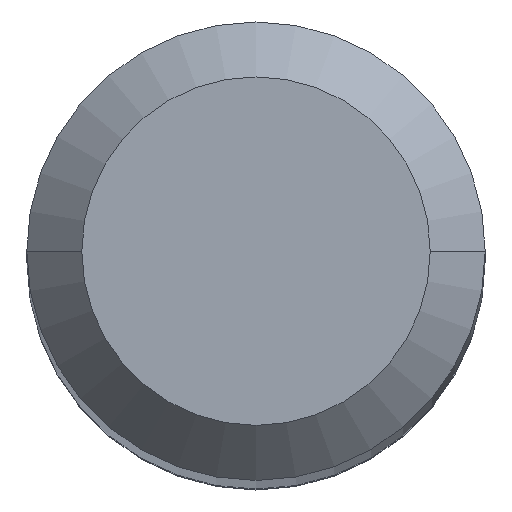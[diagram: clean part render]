
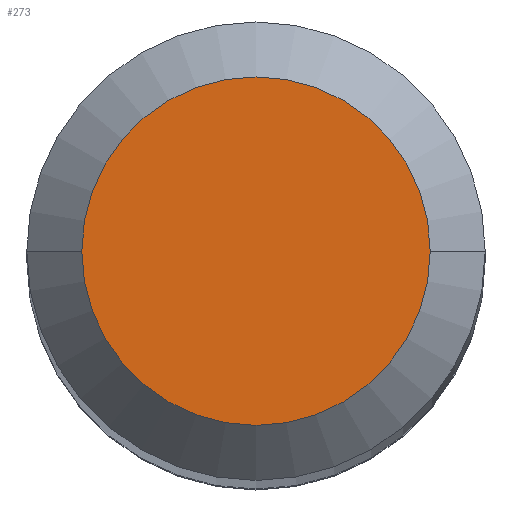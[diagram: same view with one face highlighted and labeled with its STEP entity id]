
A CAD part, top view. The second image highlights one B-rep face of the part: STEP entity #273.
In plain terms, the highlighted planar face has unit normal (0, 0, 1).
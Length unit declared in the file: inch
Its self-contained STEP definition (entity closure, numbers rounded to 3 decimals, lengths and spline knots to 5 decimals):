
#22 = AXIS2_PLACEMENT_3D ( 'NONE', #208, #379, #262 ) ;
#47 = VERTEX_POINT ( 'NONE', #62 ) ;
#62 = CARTESIAN_POINT ( 'NONE',  ( 0.0475, 0., 1.5 ) ) ;
#63 = EDGE_CURVE ( 'NONE', #47, #306, #153, .T. ) ;
#75 = ORIENTED_EDGE ( 'NONE', *, *, #292, .T. ) ;
#96 = DIRECTION ( 'NONE',  ( 1., 0., 0. ) ) ;
#111 = CIRCLE ( 'NONE', #22, 0.0475 ) ;
#148 = DIRECTION ( 'NONE',  ( 0., 0., 1. ) ) ;
#153 = CIRCLE ( 'NONE', #223, 0.0475 ) ;
#164 = AXIS2_PLACEMENT_3D ( 'NONE', #180, #148, #176 ) ;
#166 = DIRECTION ( 'NONE',  ( 0., 0., 1. ) ) ;
#176 = DIRECTION ( 'NONE',  ( 1., 0., 0. ) ) ;
#177 = PLANE ( 'NONE',  #164 ) ;
#180 = CARTESIAN_POINT ( 'NONE',  ( 0., 0., 1.5 ) ) ;
#206 = FACE_OUTER_BOUND ( 'NONE', #256, .T. ) ;
#208 = CARTESIAN_POINT ( 'NONE',  ( 0., 0., 1.5 ) ) ;
#223 = AXIS2_PLACEMENT_3D ( 'NONE', #355, #166, #96 ) ;
#256 = EDGE_LOOP ( 'NONE', ( #75, #334 ) ) ;
#262 = DIRECTION ( 'NONE',  ( 1., 0., 0. ) ) ;
#273 = ADVANCED_FACE ( 'NONE', ( #206 ), #177, .T. ) ;
#292 = EDGE_CURVE ( 'NONE', #306, #47, #111, .T. ) ;
#306 = VERTEX_POINT ( 'NONE', #324 ) ;
#324 = CARTESIAN_POINT ( 'NONE',  ( -0.0475, 0., 1.5 ) ) ;
#334 = ORIENTED_EDGE ( 'NONE', *, *, #63, .T. ) ;
#355 = CARTESIAN_POINT ( 'NONE',  ( 0., 0., 1.5 ) ) ;
#379 = DIRECTION ( 'NONE',  ( 0., 0., 1. ) ) ;
